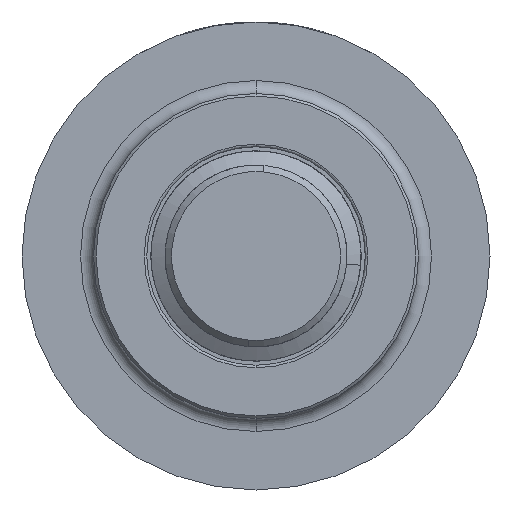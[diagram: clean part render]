
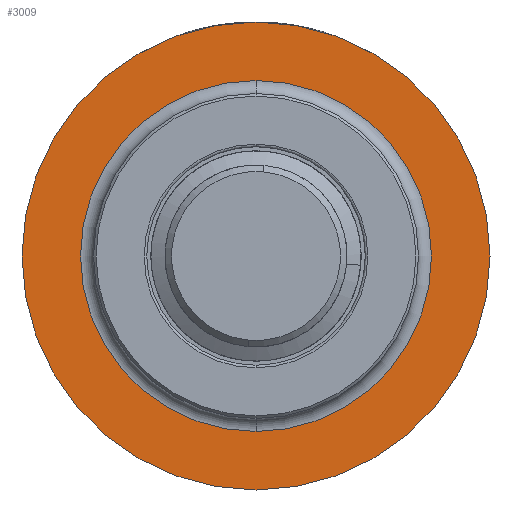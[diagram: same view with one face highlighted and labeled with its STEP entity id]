
A CAD part, front view. The second image highlights one B-rep face of the part: STEP entity #3009.
In plain terms, the highlighted planar face has unit normal (0, -1, 0).
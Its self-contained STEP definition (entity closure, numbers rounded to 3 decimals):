
#9 = CARTESIAN_POINT ( 'NONE',  ( 0., 4.42, -18. ) ) ;
#123 = AXIS2_PLACEMENT_3D ( 'NONE', #7319, #3523, #2276 ) ;
#472 = CIRCLE ( 'NONE', #7804, 18. ) ;
#521 = EDGE_CURVE ( 'NONE', #3253, #1095, #2530, .T. ) ;
#524 = DIRECTION ( 'NONE',  ( 0., 0., -1. ) ) ;
#859 = DIRECTION ( 'NONE',  ( 0., -1., 0. ) ) ;
#1095 = VERTEX_POINT ( 'NONE', #3326 ) ;
#1269 = VERTEX_POINT ( 'NONE', #4678 ) ;
#1511 = CIRCLE ( 'NONE', #1530, 18. ) ;
#1530 = AXIS2_PLACEMENT_3D ( 'NONE', #7054, #859, #2194 ) ;
#1666 = CARTESIAN_POINT ( 'NONE',  ( 0., 4.42, 0. ) ) ;
#1834 = EDGE_LOOP ( 'NONE', ( #4889, #6222 ) ) ;
#2194 = DIRECTION ( 'NONE',  ( 0., 0., -1. ) ) ;
#2276 = DIRECTION ( 'NONE',  ( 0., 0., -1. ) ) ;
#2292 = VERTEX_POINT ( 'NONE', #9 ) ;
#2316 = ORIENTED_EDGE ( 'NONE', *, *, #7017, .T. ) ;
#2342 = AXIS2_PLACEMENT_3D ( 'NONE', #3624, #8046, #4885 ) ;
#2486 = EDGE_LOOP ( 'NONE', ( #6737, #2316 ) ) ;
#2530 = CIRCLE ( 'NONE', #5468, 13.5 ) ;
#2909 = DIRECTION ( 'NONE',  ( 0., 0., -1. ) ) ;
#2988 = CIRCLE ( 'NONE', #123, 13.5 ) ;
#3009 = ADVANCED_FACE ( 'NONE', ( #7483, #6379 ), #6779, .T. ) ;
#3253 = VERTEX_POINT ( 'NONE', #3256 ) ;
#3256 = CARTESIAN_POINT ( 'NONE',  ( 0., 4.42, -13.5 ) ) ;
#3326 = CARTESIAN_POINT ( 'NONE',  ( 0., 4.42, 13.5 ) ) ;
#3523 = DIRECTION ( 'NONE',  ( 0., -1., 0. ) ) ;
#3624 = CARTESIAN_POINT ( 'NONE',  ( 13.5, 4.42, 0. ) ) ;
#4082 = EDGE_CURVE ( 'NONE', #2292, #1269, #472, .T. ) ;
#4204 = CARTESIAN_POINT ( 'NONE',  ( 0., 4.42, 0. ) ) ;
#4678 = CARTESIAN_POINT ( 'NONE',  ( 0., 4.42, 18. ) ) ;
#4822 = DIRECTION ( 'NONE',  ( 0., -1., 0. ) ) ;
#4885 = DIRECTION ( 'NONE',  ( 0., 0., -1. ) ) ;
#4889 = ORIENTED_EDGE ( 'NONE', *, *, #521, .F. ) ;
#5468 = AXIS2_PLACEMENT_3D ( 'NONE', #4204, #7411, #2909 ) ;
#6222 = ORIENTED_EDGE ( 'NONE', *, *, #7220, .F. ) ;
#6379 = FACE_BOUND ( 'NONE', #1834, .T. ) ;
#6737 = ORIENTED_EDGE ( 'NONE', *, *, #4082, .T. ) ;
#6779 = PLANE ( 'NONE',  #2342 ) ;
#7017 = EDGE_CURVE ( 'NONE', #1269, #2292, #1511, .T. ) ;
#7054 = CARTESIAN_POINT ( 'NONE',  ( 0., 4.42, 0. ) ) ;
#7220 = EDGE_CURVE ( 'NONE', #1095, #3253, #2988, .T. ) ;
#7319 = CARTESIAN_POINT ( 'NONE',  ( 0., 4.42, 0. ) ) ;
#7411 = DIRECTION ( 'NONE',  ( 0., -1., 0. ) ) ;
#7483 = FACE_OUTER_BOUND ( 'NONE', #2486, .T. ) ;
#7804 = AXIS2_PLACEMENT_3D ( 'NONE', #1666, #4822, #524 ) ;
#8046 = DIRECTION ( 'NONE',  ( 0., -1., 0. ) ) ;
